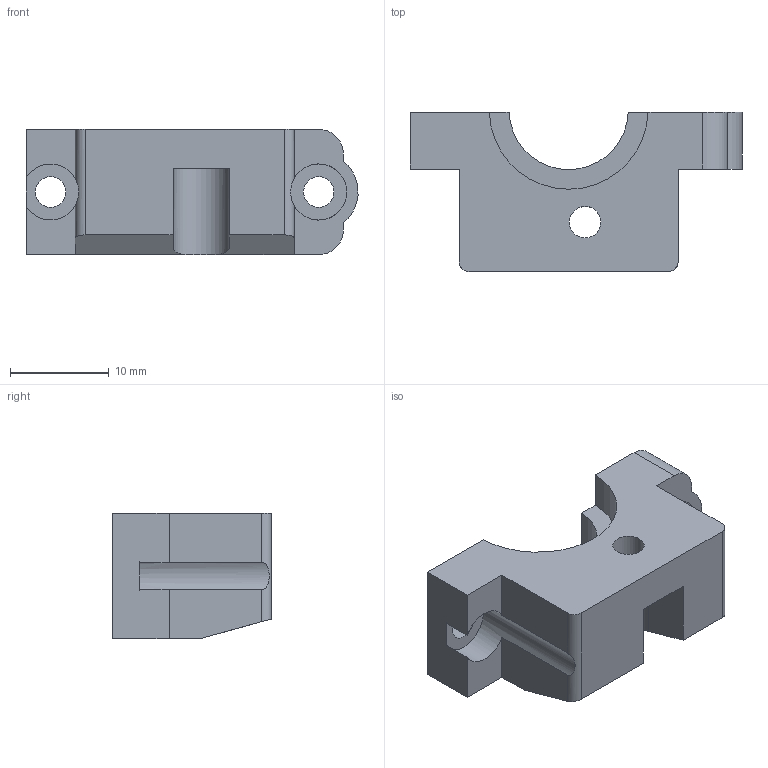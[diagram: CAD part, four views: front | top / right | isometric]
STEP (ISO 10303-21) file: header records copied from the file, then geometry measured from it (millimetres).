
FILE_DESCRIPTION(/* description */ (''),/* implementation_level */ '2;1');
FILE_NAME(/* name */ 'E3D Adapter Front - Integrated v3.step',/* time_stamp */ '2020-12-05T05:10:28-05:00',/* author */ (''),/* organization */ (''),/* preprocessor_version */ 'ST-DEVELOPER v18.1',/* originating_system */ 'Autodesk Translation Framework v9.3.0.1241',/* authorisation */ '');
FILE_SCHEMA (('AUTOMOTIVE_DESIGN { 1 0 10303 214 3 1 1 }'));
Length unit declared in the file: millimetre
Products named in the file (1): E3D Adapter Front - Integrated
Bounding box: 33.69 x 16.14 x 12.7 mm (x, y, z)
Volume: 3596.1 mm3; surface area: 2237.5 mm2
Topology: 1 solids, 1 shells, 38 faces, 108 edges, 72 vertices
Faces by surface type: plane 24, cylinder 14
Full cylindrical faces by diameter (mm): 3.1 x2, 3.2 x1, 5.7 x1
Entity records: 1325 total; most frequent: CARTESIAN_POINT 262, ORIENTED_EDGE 216, DIRECTION 214, EDGE_CURVE 108, LINE 74, VECTOR 74, VERTEX_POINT 72, AXIS2_PLACEMENT_3D 70
